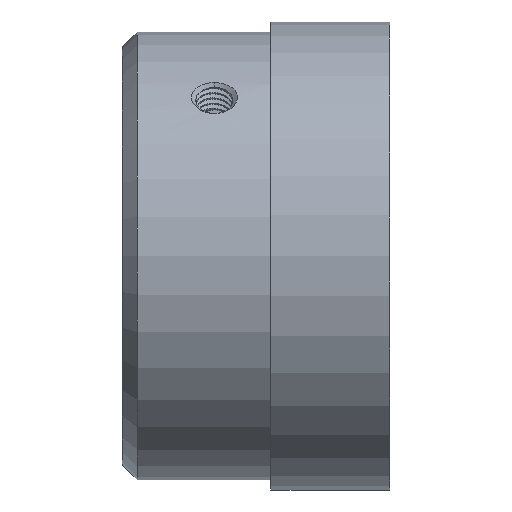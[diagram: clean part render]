
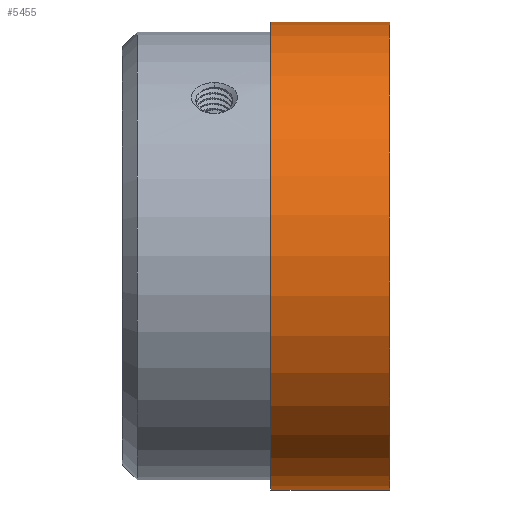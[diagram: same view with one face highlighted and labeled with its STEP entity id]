
A CAD part, top view. The second image highlights one B-rep face of the part: STEP entity #5455.
In plain terms, the highlighted cylindrical face has radius 31.5 mm (diameter 63 mm), a partial arc.
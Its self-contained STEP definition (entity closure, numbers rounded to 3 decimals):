
#98 = EDGE_CURVE ( 'NONE', #1107, #3732, #2068, .T. ) ;
#607 = AXIS2_PLACEMENT_3D ( 'NONE', #2013, #4089, #1089 ) ;
#662 = DIRECTION ( 'NONE',  ( 0., -1., 0. ) ) ;
#799 = EDGE_CURVE ( 'NONE', #1584, #3102, #3025, .T. ) ;
#800 = ORIENTED_EDGE ( 'NONE', *, *, #2459, .T. ) ;
#1089 = DIRECTION ( 'NONE',  ( 0., -1., 0. ) ) ;
#1107 = VERTEX_POINT ( 'NONE', #1843 ) ;
#1584 = VERTEX_POINT ( 'NONE', #2048 ) ;
#1843 = CARTESIAN_POINT ( 'NONE',  ( 1.5, -31.5, 0. ) ) ;
#1844 = ORIENTED_EDGE ( 'NONE', *, *, #799, .T. ) ;
#2013 = CARTESIAN_POINT ( 'NONE',  ( 17.5, 0., 0. ) ) ;
#2048 = CARTESIAN_POINT ( 'NONE',  ( 17.5, -31.5, 0. ) ) ;
#2068 = CIRCLE ( 'NONE', #5295, 31.5 ) ;
#2212 = EDGE_CURVE ( 'NONE', #1584, #1107, #4156, .T. ) ;
#2383 = DIRECTION ( 'NONE',  ( 0., -1., 0. ) ) ;
#2438 = CARTESIAN_POINT ( 'NONE',  ( 1.5, 0., 0. ) ) ;
#2459 = EDGE_CURVE ( 'NONE', #3102, #3732, #3411, .T. ) ;
#2701 = ORIENTED_EDGE ( 'NONE', *, *, #2212, .F. ) ;
#2855 = DIRECTION ( 'NONE',  ( -1., 0., 0. ) ) ;
#2897 = CARTESIAN_POINT ( 'NONE',  ( -1., -31.5, 0. ) ) ;
#3023 = DIRECTION ( 'NONE',  ( -1., 0., 0. ) ) ;
#3025 = CIRCLE ( 'NONE', #607, 31.5 ) ;
#3102 = VERTEX_POINT ( 'NONE', #4353 ) ;
#3223 = CARTESIAN_POINT ( 'NONE',  ( -1., 0., 0. ) ) ;
#3411 = LINE ( 'NONE', #3828, #5273 ) ;
#3732 = VERTEX_POINT ( 'NONE', #3858 ) ;
#3738 = AXIS2_PLACEMENT_3D ( 'NONE', #3223, #4922, #662 ) ;
#3828 = CARTESIAN_POINT ( 'NONE',  ( -1., 31.5, 0. ) ) ;
#3858 = CARTESIAN_POINT ( 'NONE',  ( 1.5, 31.5, 0. ) ) ;
#4089 = DIRECTION ( 'NONE',  ( -1., 0., 0. ) ) ;
#4156 = LINE ( 'NONE', #2897, #4931 ) ;
#4353 = CARTESIAN_POINT ( 'NONE',  ( 17.5, 31.5, 0. ) ) ;
#4633 = ORIENTED_EDGE ( 'NONE', *, *, #98, .F. ) ;
#4888 = EDGE_LOOP ( 'NONE', ( #1844, #800, #4633, #2701 ) ) ;
#4897 = FACE_OUTER_BOUND ( 'NONE', #4888, .T. ) ;
#4922 = DIRECTION ( 'NONE',  ( -1., 0., 0. ) ) ;
#4931 = VECTOR ( 'NONE', #5025, 1000. ) ;
#5025 = DIRECTION ( 'NONE',  ( -1., 0., 0. ) ) ;
#5273 = VECTOR ( 'NONE', #3023, 1000. ) ;
#5295 = AXIS2_PLACEMENT_3D ( 'NONE', #2438, #2855, #2383 ) ;
#5349 = CYLINDRICAL_SURFACE ( 'NONE', #3738, 31.5 ) ;
#5455 = ADVANCED_FACE ( 'NONE', ( #4897 ), #5349, .T. ) ;
